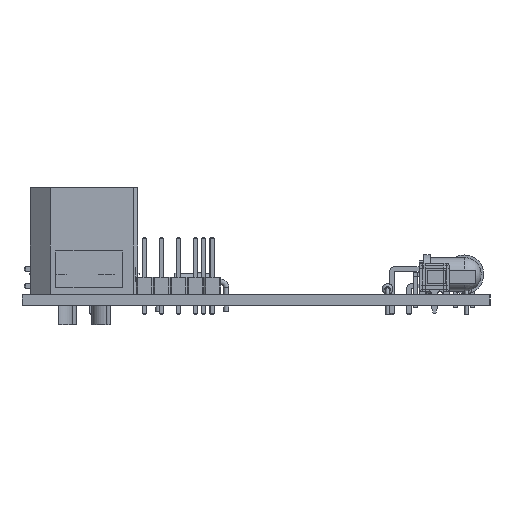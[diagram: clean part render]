
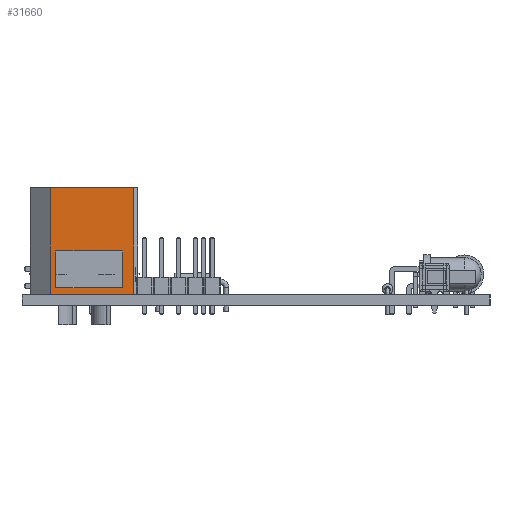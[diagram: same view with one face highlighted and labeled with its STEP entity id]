
A CAD part, left-side view. The second image highlights one B-rep face of the part: STEP entity #31660.
In plain terms, the highlighted face is planar.
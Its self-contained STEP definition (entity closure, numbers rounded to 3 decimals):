
#30302 = EDGE_CURVE('',#30303,#30305,#30307,.T.);
#30303 = VERTEX_POINT('',#30304);
#30304 = CARTESIAN_POINT('',(-0.349,-4.05,1.));
#30305 = VERTEX_POINT('',#30306);
#30306 = CARTESIAN_POINT('',(-0.349,-4.05,6.5));
#30307 = LINE('',#30308,#30309);
#30308 = CARTESIAN_POINT('',(-0.349,-4.05,0.5));
#30309 = VECTOR('',#30310,1.);
#30310 = DIRECTION('',(0.,0.,1.));
#30342 = EDGE_CURVE('',#30343,#30303,#30345,.T.);
#30343 = VERTEX_POINT('',#30344);
#30344 = CARTESIAN_POINT('',(9.651,-4.05,1.));
#30345 = LINE('',#30346,#30347);
#30346 = CARTESIAN_POINT('',(4.25,-4.05,1.));
#30347 = VECTOR('',#30348,1.);
#30348 = DIRECTION('',(-1.,0.,0.));
#30373 = EDGE_CURVE('',#30374,#30343,#30376,.T.);
#30374 = VERTEX_POINT('',#30375);
#30375 = CARTESIAN_POINT('',(9.651,-4.05,6.5));
#30376 = LINE('',#30377,#30378);
#30377 = CARTESIAN_POINT('',(9.651,-4.05,3.25));
#30378 = VECTOR('',#30379,1.);
#30379 = DIRECTION('',(0.,0.,-1.));
#30404 = EDGE_CURVE('',#30305,#30374,#30405,.T.);
#30405 = LINE('',#30406,#30407);
#30406 = CARTESIAN_POINT('',(-0.75,-4.05,6.5));
#30407 = VECTOR('',#30408,1.);
#30408 = DIRECTION('',(1.,0.,0.));
#31660 = ADVANCED_FACE('',(#31661,#31695),#31701,.T.);
#31661 = FACE_BOUND('',#31662,.T.);
#31662 = EDGE_LOOP('',(#31663,#31673,#31681,#31689));
#31663 = ORIENTED_EDGE('',*,*,#31664,.F.);
#31664 = EDGE_CURVE('',#31665,#31667,#31669,.T.);
#31665 = VERTEX_POINT('',#31666);
#31666 = CARTESIAN_POINT('',(11.35,-4.05,0.));
#31667 = VERTEX_POINT('',#31668);
#31668 = CARTESIAN_POINT('',(-1.15,-4.05,0.));
#31669 = LINE('',#31670,#31671);
#31670 = CARTESIAN_POINT('',(11.35,-4.05,0.));
#31671 = VECTOR('',#31672,1.);
#31672 = DIRECTION('',(-1.,0.,0.));
#31673 = ORIENTED_EDGE('',*,*,#31674,.T.);
#31674 = EDGE_CURVE('',#31665,#31675,#31677,.T.);
#31675 = VERTEX_POINT('',#31676);
#31676 = CARTESIAN_POINT('',(11.35,-4.05,16.));
#31677 = LINE('',#31678,#31679);
#31678 = CARTESIAN_POINT('',(11.35,-4.05,0.));
#31679 = VECTOR('',#31680,1.);
#31680 = DIRECTION('',(0.,0.,1.));
#31681 = ORIENTED_EDGE('',*,*,#31682,.F.);
#31682 = EDGE_CURVE('',#31683,#31675,#31685,.T.);
#31683 = VERTEX_POINT('',#31684);
#31684 = CARTESIAN_POINT('',(-1.15,-4.05,16.));
#31685 = LINE('',#31686,#31687);
#31686 = CARTESIAN_POINT('',(11.35,-4.05,16.));
#31687 = VECTOR('',#31688,1.);
#31688 = DIRECTION('',(1.,0.,0.));
#31689 = ORIENTED_EDGE('',*,*,#31690,.F.);
#31690 = EDGE_CURVE('',#31667,#31683,#31691,.T.);
#31691 = LINE('',#31692,#31693);
#31692 = CARTESIAN_POINT('',(-1.15,-4.05,0.));
#31693 = VECTOR('',#31694,1.);
#31694 = DIRECTION('',(0.,0.,1.));
#31695 = FACE_BOUND('',#31696,.T.);
#31696 = EDGE_LOOP('',(#31697,#31698,#31699,#31700));
#31697 = ORIENTED_EDGE('',*,*,#30302,.T.);
#31698 = ORIENTED_EDGE('',*,*,#30404,.T.);
#31699 = ORIENTED_EDGE('',*,*,#30373,.T.);
#31700 = ORIENTED_EDGE('',*,*,#30342,.T.);
#31701 = PLANE('',#31702);
#31702 = AXIS2_PLACEMENT_3D('',#31703,#31704,#31705);
#31703 = CARTESIAN_POINT('',(-1.15,-4.05,0.));
#31704 = DIRECTION('',(0.,-1.,0.));
#31705 = DIRECTION('',(1.,0.,0.));
